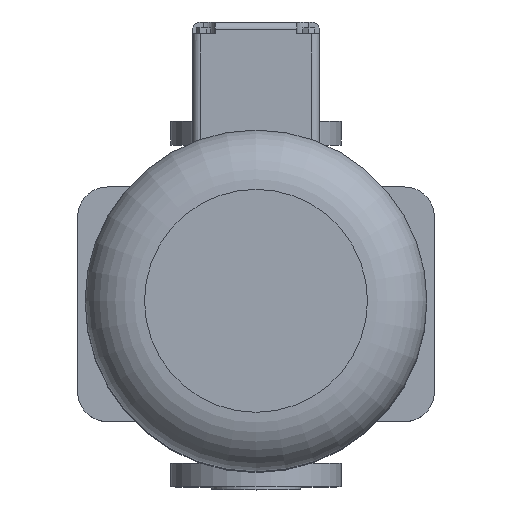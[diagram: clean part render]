
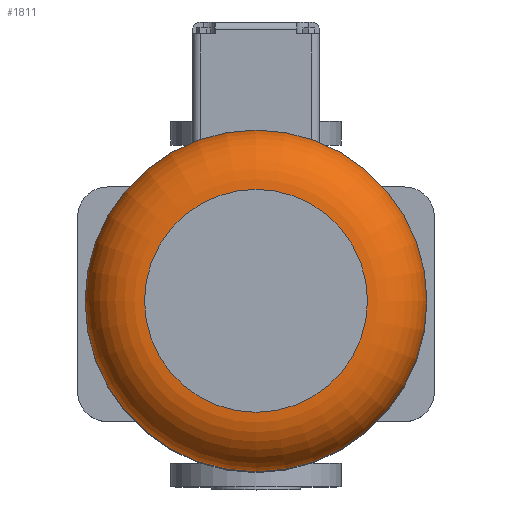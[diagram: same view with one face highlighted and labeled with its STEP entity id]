
A CAD part, top view. The second image highlights one B-rep face of the part: STEP entity #1811.
In plain terms, the highlighted toroidal (fillet/blend) face has major radius 75 mm and minor radius 40 mm.
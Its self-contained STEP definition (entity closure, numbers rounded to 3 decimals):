
#1811=ADVANCED_FACE('',(#5634,#5636),#5638,.T.);
#5634=FACE_OUTER_BOUND('',#5635,.T.);
#5635=EDGE_LOOP('',(#8995));
#5636=FACE_OUTER_BOUND('',#5637,.T.);
#5637=EDGE_LOOP('',(#8996));
#5638=TOROIDAL_SURFACE('',#5639,75.,40.);
#5639=AXIS2_PLACEMENT_3D('',#5640,#5641,#5642);
#5640=CARTESIAN_POINT('',(0.,0.,1317.));
#5641=DIRECTION('',(0.,0.,-1.));
#5642=DIRECTION('',(0.,1.,0.));
#8995=ORIENTED_EDGE('',*,*,#10916,.F.);
#8996=ORIENTED_EDGE('',*,*,#10918,.T.);
#10916=EDGE_CURVE('',#12666,#12666,#12667,.T.);
#10918=EDGE_CURVE('',#12670,#12670,#12671,.T.);
#12666=VERTEX_POINT('',#16132);
#12667=CIRCLE('',#16133,115.);
#12670=VERTEX_POINT('',#16142);
#12671=CIRCLE('',#16143,75.);
#16132=CARTESIAN_POINT('',(0.,115.,1317.));
#16133=AXIS2_PLACEMENT_3D('',#16134,#16135,#16136);
#16134=CARTESIAN_POINT('',(0.,0.,1317.));
#16135=DIRECTION('',(0.,0.,-1.));
#16136=DIRECTION('',(0.,1.,0.));
#16142=CARTESIAN_POINT('',(0.,75.,1357.));
#16143=AXIS2_PLACEMENT_3D('',#16144,#16145,#16146);
#16144=CARTESIAN_POINT('',(0.,0.,1357.));
#16145=DIRECTION('',(0.,0.,-1.));
#16146=DIRECTION('',(0.,1.,0.));
